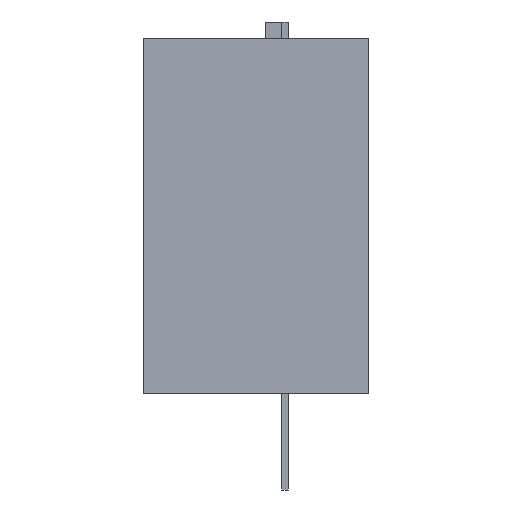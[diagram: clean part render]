
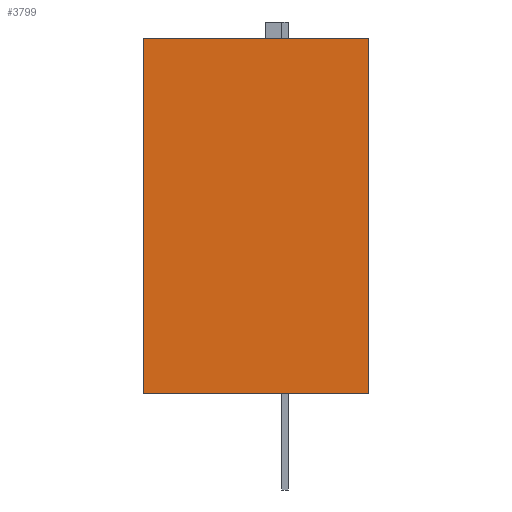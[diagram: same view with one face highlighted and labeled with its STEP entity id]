
A CAD part, left-side view. The second image highlights one B-rep face of the part: STEP entity #3799.
In plain terms, the highlighted planar face has unit normal (-1, 0, 0).
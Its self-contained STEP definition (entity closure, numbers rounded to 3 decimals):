
#149=FACE_OUTER_BOUND('',#405,.T.);
#405=EDGE_LOOP('',(#2783,#2784,#2785,#2786));
#736=LINE('',#5550,#1252);
#738=LINE('',#5554,#1254);
#741=LINE('',#5560,#1257);
#742=LINE('',#5562,#1258);
#1252=VECTOR('',#4511,10.);
#1254=VECTOR('',#4515,10.);
#1257=VECTOR('',#4522,10.);
#1258=VECTOR('',#4525,10.);
#1719=VERTEX_POINT('',#5546);
#1720=VERTEX_POINT('',#5548);
#1721=VERTEX_POINT('',#5553);
#1722=VERTEX_POINT('',#5558);
#2112=EDGE_CURVE('',#1720,#1719,#736,.T.);
#2114=EDGE_CURVE('',#1721,#1719,#738,.T.);
#2117=EDGE_CURVE('',#1720,#1722,#741,.T.);
#2118=EDGE_CURVE('',#1721,#1722,#742,.T.);
#2783=ORIENTED_EDGE('',*,*,#2117,.T.);
#2784=ORIENTED_EDGE('',*,*,#2118,.F.);
#2785=ORIENTED_EDGE('',*,*,#2114,.T.);
#2786=ORIENTED_EDGE('',*,*,#2112,.F.);
#3564=PLANE('',#4078);
#3799=ADVANCED_FACE('',(#149),#3564,.T.);
#4078=AXIS2_PLACEMENT_3D('',#5561,#4523,#4524);
#4511=DIRECTION('',(0.,-1.,0.));
#4515=DIRECTION('',(0.,0.,1.));
#4522=DIRECTION('',(0.,0.,-1.));
#4523=DIRECTION('center_axis',(-1.,0.,0.));
#4524=DIRECTION('ref_axis',(0.,1.,0.));
#4525=DIRECTION('',(0.,1.,0.));
#5546=CARTESIAN_POINT('',(-5.,-3.5,10.));
#5548=CARTESIAN_POINT('',(-5.,3.5,10.));
#5550=CARTESIAN_POINT('',(-5.,3.5,10.));
#5553=CARTESIAN_POINT('',(-5.,-3.5,-1.));
#5554=CARTESIAN_POINT('',(-5.,-3.5,0.));
#5558=CARTESIAN_POINT('',(-5.,3.5,-1.));
#5560=CARTESIAN_POINT('',(-5.,3.5,0.));
#5561=CARTESIAN_POINT('Origin',(-5.,-3.5,0.));
#5562=CARTESIAN_POINT('',(-5.,3.5,-1.));
